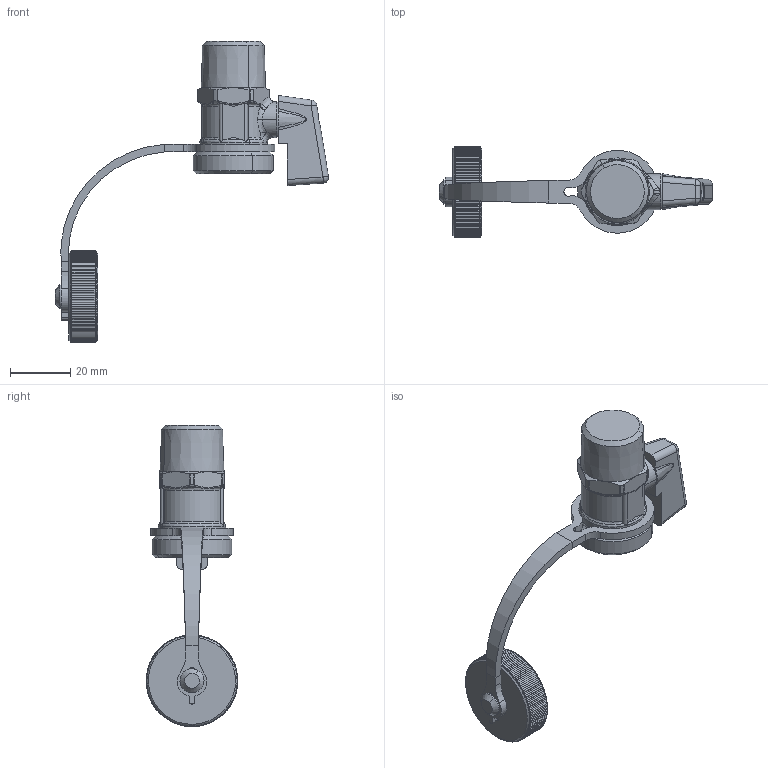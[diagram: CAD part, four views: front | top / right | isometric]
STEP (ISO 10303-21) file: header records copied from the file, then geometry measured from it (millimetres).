
FILE_DESCRIPTION(('CATIA V5 STEP Exchange'),'2;1');
FILE_NAME('STEP_538402_FD_-_TST.stp','2018-07-04T09:17:38+00:00',('none'),('none'),'CATIA Version 5-6 Release 2016 SP4','CATIA V5 STEP AP203','none');
FILE_SCHEMA(('CONFIG_CONTROL_DESIGN'));
Length unit declared in the file: millimetre
Products named in the file (1): 538402 FD - TST
Bounding box: 90.89 x 30.5 x 100.25 mm (x, y, z)
Volume: 27120.5 mm3; surface area: 10180.1 mm2
Topology: 1 solids, 2 shells, 706 faces, 2004 edges, 1300 vertices
Faces by surface type: cylinder 549, bspline 58, plane 41, cone 29, torus 25, sphere 4
Entity records: 29303 total; most frequent: CARTESIAN_POINT 14497, ORIENTED_EDGE 3996, EDGE_CURVE 1998, DIRECTION 1638, VERTEX_POINT 1300, B_SPLINE_CURVE_WITH_KNOTS 900, AXIS2_PLACEMENT_3D 749, EDGE_LOOP 712
